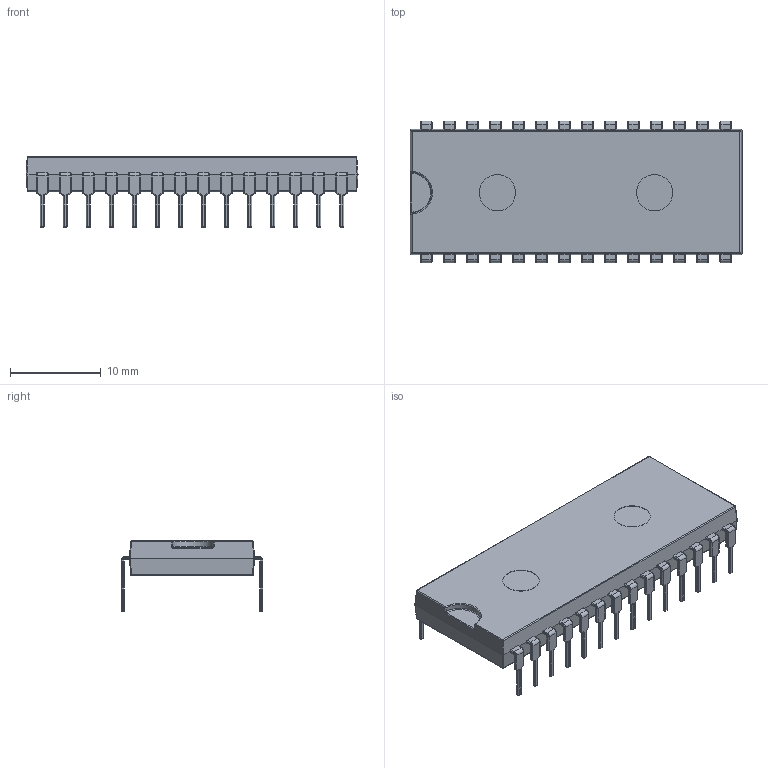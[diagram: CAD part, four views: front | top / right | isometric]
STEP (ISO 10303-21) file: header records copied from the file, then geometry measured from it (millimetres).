
FILE_DESCRIPTION(/* description */ (''),/* implementation_level */ '2;1');
FILE_NAME(/* name */ 'DIP-28 15.24mm Package.STEP',/* time_stamp */ '2019-09-16T15:26:25+02:00',/* author */ ('PCB-Tech'),/* organization */ (''),/* preprocessor_version */ 'ST-DEVELOPER v17',/* originating_system */ 'Autodesk Inventor 2019',/* authorisation */ '');
FILE_SCHEMA (('AUTOMOTIVE_DESIGN { 1 0 10303 214 3 1 1 }'));
Length unit declared in the file: millimetre
Products named in the file (3): DIP-28 15.24mm Package; DIP-28 W15.24; IC Beinchen
Assembly tree (29 placements, depth 2):
  DIP-28 15.24mm Package
    IC Beinchen  x28
    DIP-28 W15.24
Bounding box: 36.61 x 15.59 x 7.75 mm (x, y, z)
Volume: 1960.9 mm3; surface area: 1948.1 mm2
Topology: 29 solids, 29 shells, 1820 faces, 4112 edges, 2352 vertices
Faces by surface type: cylinder 863, plane 491, sphere 234, torus 226, bspline 6
Full cylindrical faces by diameter (mm): 4 x4
Entity records: 12076 total; most frequent: CARTESIAN_POINT 2432, DIRECTION 2084, ORIENTED_EDGE 1956, EDGE_CURVE 978, AXIS2_PLACEMENT_3D 726, LINE 632, VECTOR 632, VERTEX_POINT 624
